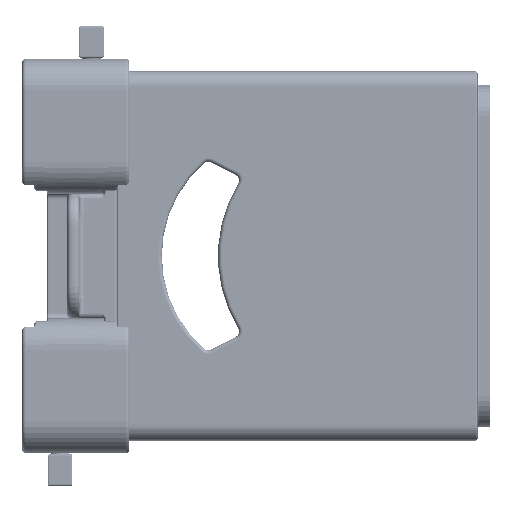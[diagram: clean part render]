
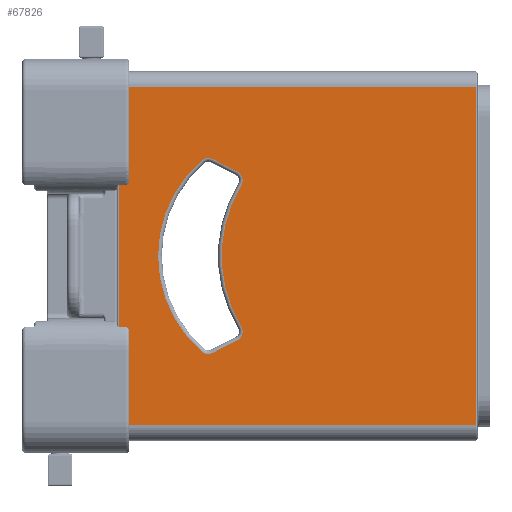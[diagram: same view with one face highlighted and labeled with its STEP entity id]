
A CAD part, left-side view. The second image highlights one B-rep face of the part: STEP entity #67826.
In plain terms, the highlighted planar face has unit normal (-1, 0, 0).
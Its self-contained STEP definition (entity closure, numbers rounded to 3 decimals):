
#21386 = EDGE_CURVE ( 'NONE', #66508, #66497, #91655, .T. ) ;
#21389 = EDGE_CURVE ( 'NONE', #66510, #66499, #91665, .T. ) ;
#21391 = EDGE_CURVE ( 'NONE', #66499, #66512, #91660, .T. ) ;
#21393 = EDGE_CURVE ( 'NONE', #66512, #66513, #91669, .T. ) ;
#21395 = EDGE_CURVE ( 'NONE', #66513, #66514, #91671, .T. ) ;
#21398 = EDGE_CURVE ( 'NONE', #66514, #66515, #91675, .T. ) ;
#21400 = EDGE_CURVE ( 'NONE', #66515, #66516, #91677, .T. ) ;
#21402 = EDGE_CURVE ( 'NONE', #66516, #66517, #91679, .T. ) ;
#21405 = EDGE_CURVE ( 'NONE', #66517, #66510, #91680, .T. ) ;
#21407 = EDGE_CURVE ( 'NONE', #66495, #66518, #91685, .T. ) ;
#21409 = EDGE_CURVE ( 'NONE', #66495, #66508, #91667, .T. ) ;
#21412 = EDGE_CURVE ( 'NONE', #66497, #66518, #91690, .T. ) ;
#28879 = AXIS2_PLACEMENT_3D ( 'NONE', #97901, #97902, #97904 ) ;
#28882 = AXIS2_PLACEMENT_3D ( 'NONE', #97906, #97908, #97910 ) ;
#28885 = AXIS2_PLACEMENT_3D ( 'NONE', #97914, #97916, #97917 ) ;
#28887 = AXIS2_PLACEMENT_3D ( 'NONE', #97921, #97922, #97924 ) ;
#28890 = AXIS2_PLACEMENT_3D ( 'NONE', #97927, #97929, #97930 ) ;
#28894 = AXIS2_PLACEMENT_3D ( 'NONE', #97935, #97936, #97938 ) ;
#41894 = FACE_BOUND ( 'NONE', #59646, .T. ) ;
#41897 = FACE_OUTER_BOUND ( 'NONE', #59525, .T. ) ;
#49448 = CARTESIAN_POINT ( 'NONE',  ( -198., 287.5, 135.5 ) ) ;
#49450 = CARTESIAN_POINT ( 'NONE',  ( -198., 1.5, -135.5 ) ) ;
#49452 = CARTESIAN_POINT ( 'NONE',  ( -198., 189.318, -56.41 ) ) ;
#49461 = CARTESIAN_POINT ( 'NONE',  ( -198., 287.5, -135.5 ) ) ;
#49463 = CARTESIAN_POINT ( 'NONE',  ( -198., 189.318, 56.41 ) ) ;
#49465 = CARTESIAN_POINT ( 'NONE',  ( -198., 192.54, -67.669 ) ) ;
#49466 = CARTESIAN_POINT ( 'NONE',  ( -198., 212.193, -77.674 ) ) ;
#49467 = CARTESIAN_POINT ( 'NONE',  ( -198., 221.067, -76.586 ) ) ;
#49468 = CARTESIAN_POINT ( 'NONE',  ( -198., 221.067, 76.586 ) ) ;
#49469 = CARTESIAN_POINT ( 'NONE',  ( -198., 212.193, 77.674 ) ) ;
#49470 = CARTESIAN_POINT ( 'NONE',  ( -198., 192.54, 67.669 ) ) ;
#49471 = CARTESIAN_POINT ( 'NONE',  ( -198., 1.5, 135.5 ) ) ;
#58514 = CARTESIAN_POINT ( 'NONE',  ( -198., 289., 135.5 ) ) ;
#58538 = PLANE ( 'NONE',  #106952 ) ;
#58543 = DIRECTION ( 'NONE',  ( 1., 0., 0. ) ) ;
#58545 = DIRECTION ( 'NONE',  ( 0., 0., -1. ) ) ;
#59525 = EDGE_LOOP ( 'NONE', ( #70250, #70251, #70252, #70253 ) ) ;
#59646 = EDGE_LOOP ( 'NONE', ( #70242, #70243, #70244, #70245, #70246, #70247, #70248, #70249 ) ) ;
#66495 = VERTEX_POINT ( 'NONE', #49448 ) ;
#66497 = VERTEX_POINT ( 'NONE', #49450 ) ;
#66499 = VERTEX_POINT ( 'NONE', #49452 ) ;
#66508 = VERTEX_POINT ( 'NONE', #49461 ) ;
#66510 = VERTEX_POINT ( 'NONE', #49463 ) ;
#66512 = VERTEX_POINT ( 'NONE', #49465 ) ;
#66513 = VERTEX_POINT ( 'NONE', #49466 ) ;
#66514 = VERTEX_POINT ( 'NONE', #49467 ) ;
#66515 = VERTEX_POINT ( 'NONE', #49468 ) ;
#66516 = VERTEX_POINT ( 'NONE', #49469 ) ;
#66517 = VERTEX_POINT ( 'NONE', #49470 ) ;
#66518 = VERTEX_POINT ( 'NONE', #49471 ) ;
#67826 = ADVANCED_FACE ( 'NONE', ( #41894, #41897 ), #58538, .F. ) ;
#70242 = ORIENTED_EDGE ( 'NONE', *, *, #21389, .T. ) ;
#70243 = ORIENTED_EDGE ( 'NONE', *, *, #21391, .T. ) ;
#70244 = ORIENTED_EDGE ( 'NONE', *, *, #21393, .T. ) ;
#70245 = ORIENTED_EDGE ( 'NONE', *, *, #21395, .T. ) ;
#70246 = ORIENTED_EDGE ( 'NONE', *, *, #21398, .T. ) ;
#70247 = ORIENTED_EDGE ( 'NONE', *, *, #21400, .T. ) ;
#70248 = ORIENTED_EDGE ( 'NONE', *, *, #21402, .T. ) ;
#70249 = ORIENTED_EDGE ( 'NONE', *, *, #21405, .T. ) ;
#70250 = ORIENTED_EDGE ( 'NONE', *, *, #21407, .F. ) ;
#70251 = ORIENTED_EDGE ( 'NONE', *, *, #21409, .T. ) ;
#70252 = ORIENTED_EDGE ( 'NONE', *, *, #21386, .T. ) ;
#70253 = ORIENTED_EDGE ( 'NONE', *, *, #21412, .T. ) ;
#91655 = LINE ( 'NONE', #97881, #91662 ) ;
#91660 = CIRCLE ( 'NONE', #28882, 8. ) ;
#91662 = VECTOR ( 'NONE', #97884, 1000. ) ;
#91665 = CIRCLE ( 'NONE', #28879, 109.296 ) ;
#91667 = LINE ( 'NONE', #97934, #91692 ) ;
#91669 = LINE ( 'NONE', #97887, #91673 ) ;
#91671 = CIRCLE ( 'NONE', #28885, 8. ) ;
#91673 = VECTOR ( 'NONE', #97900, 1000. ) ;
#91675 = CIRCLE ( 'NONE', #28887, 101.418 ) ;
#91677 = CIRCLE ( 'NONE', #28890, 8. ) ;
#91679 = LINE ( 'NONE', #97918, #91683 ) ;
#91680 = CIRCLE ( 'NONE', #28894, 8. ) ;
#91683 = VECTOR ( 'NONE', #97919, 1000. ) ;
#91685 = LINE ( 'NONE', #97925, #91688 ) ;
#91688 = VECTOR ( 'NONE', #97926, 1000. ) ;
#91690 = LINE ( 'NONE', #97944, #91696 ) ;
#91692 = VECTOR ( 'NONE', #97941, 1000. ) ;
#91696 = VECTOR ( 'NONE', #97947, 1000. ) ;
#97881 = CARTESIAN_POINT ( 'NONE',  ( -198., 289., -135.5 ) ) ;
#97884 = DIRECTION ( 'NONE',  ( 0., -1., 0. ) ) ;
#97887 = CARTESIAN_POINT ( 'NONE',  ( -198., 187.004, -64.85 ) ) ;
#97900 = DIRECTION ( 'NONE',  ( 0., 0.891, -0.454 ) ) ;
#97901 = CARTESIAN_POINT ( 'NONE',  ( -198., 95.704, 0. ) ) ;
#97902 = DIRECTION ( 'NONE',  ( -1., 0., 0. ) ) ;
#97904 = DIRECTION ( 'NONE',  ( 0., 0., -1. ) ) ;
#97906 = CARTESIAN_POINT ( 'NONE',  ( -198., 196.17, -60.539 ) ) ;
#97908 = DIRECTION ( 'NONE',  ( 1., 0., 0. ) ) ;
#97910 = DIRECTION ( 'NONE',  ( 0., 0., -1. ) ) ;
#97914 = CARTESIAN_POINT ( 'NONE',  ( -198., 215.822, -70.544 ) ) ;
#97916 = DIRECTION ( 'NONE',  ( 1., 0., 0. ) ) ;
#97917 = DIRECTION ( 'NONE',  ( 0., 0., -1. ) ) ;
#97918 = CARTESIAN_POINT ( 'NONE',  ( -198., 296.57, 120.63 ) ) ;
#97919 = DIRECTION ( 'NONE',  ( 0., -0.891, -0.454 ) ) ;
#97921 = CARTESIAN_POINT ( 'NONE',  ( -198., 154.582, 0. ) ) ;
#97922 = DIRECTION ( 'NONE',  ( 1., 0., 0. ) ) ;
#97924 = DIRECTION ( 'NONE',  ( 0., 0., -1. ) ) ;
#97925 = CARTESIAN_POINT ( 'NONE',  ( -198., 289., 135.5 ) ) ;
#97926 = DIRECTION ( 'NONE',  ( 0., -1., 0. ) ) ;
#97927 = CARTESIAN_POINT ( 'NONE',  ( -198., 215.822, 70.544 ) ) ;
#97929 = DIRECTION ( 'NONE',  ( 1., 0., 0. ) ) ;
#97930 = DIRECTION ( 'NONE',  ( 0., 0., -1. ) ) ;
#97934 = CARTESIAN_POINT ( 'NONE',  ( -198., 287.5, -135.5 ) ) ;
#97935 = CARTESIAN_POINT ( 'NONE',  ( -198., 196.17, 60.539 ) ) ;
#97936 = DIRECTION ( 'NONE',  ( 1., 0., 0. ) ) ;
#97938 = DIRECTION ( 'NONE',  ( 0., 0., -1. ) ) ;
#97941 = DIRECTION ( 'NONE',  ( 0., 0., -1. ) ) ;
#97944 = CARTESIAN_POINT ( 'NONE',  ( -198., 1.5, 135.5 ) ) ;
#97947 = DIRECTION ( 'NONE',  ( 0., 0., 1. ) ) ;
#106952 = AXIS2_PLACEMENT_3D ( 'NONE', #58514, #58543, #58545 ) ;
